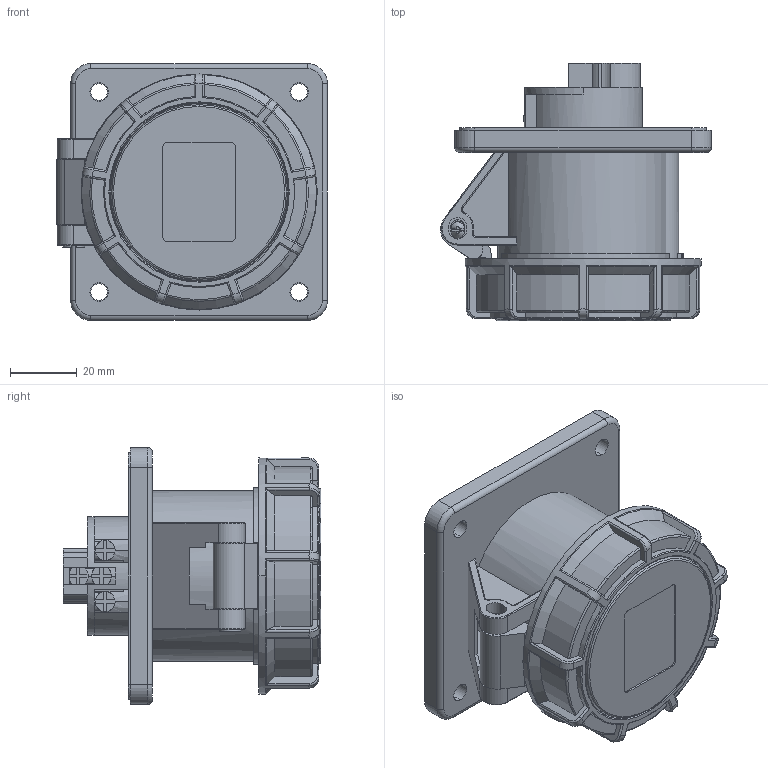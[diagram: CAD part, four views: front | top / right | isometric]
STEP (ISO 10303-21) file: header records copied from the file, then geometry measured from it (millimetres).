
FILE_DESCRIPTION((''),'2;1');
FILE_NAME('RS-3132-6H','2023-04-07T08:59:04',('Administrator'),(''),'CREO PARAMETRIC BY PTC INC, 2021063','CREO PARAMETRIC BY PTC INC, 2021063','');
FILE_SCHEMA(('AUTOMOTIVE_DESIGN { 1 0 10303 214 1 1 1 1 }'));
Length unit declared in the file: millimetre
Products named in the file (1): RS-3132-6H
Bounding box: 81.25 x 77.3 x 77 mm (x, y, z)
Surface area: 98921.4 mm2 (no closed solid volume)
Topology: 0 solids, 9 shells, 1138 faces, 3020 edges, 1950 vertices
Faces by surface type: plane 480, cylinder 434, torus 114, bspline 53, cone 48, sphere 9
Entity records: 41429 total; most frequent: CARTESIAN_POINT 11826, ORIENTED_EDGE 6040, DIRECTION 5827, EDGE_CURVE 3020, AXIS2_PLACEMENT_3D 2176, VERTEX_POINT 1950, VECTOR 1475, LINE 1475
